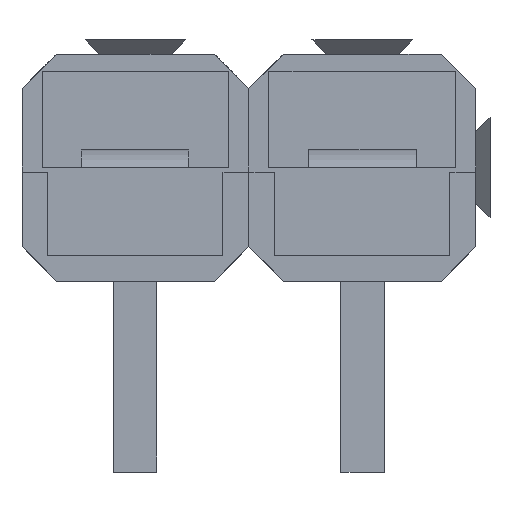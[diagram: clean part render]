
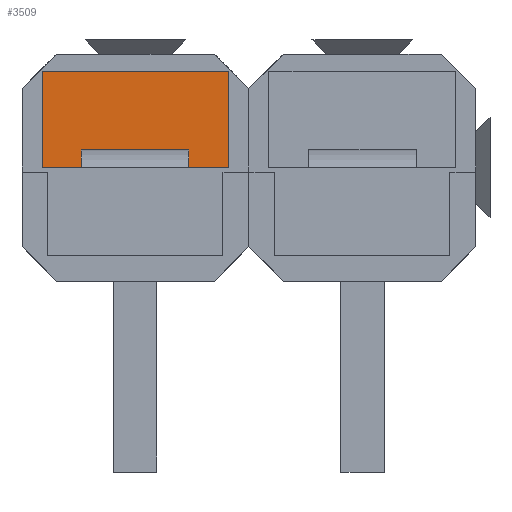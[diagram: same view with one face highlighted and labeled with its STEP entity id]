
A CAD part, front view. The second image highlights one B-rep face of the part: STEP entity #3509.
In plain terms, the highlighted planar face has unit normal (0, -1, 0).
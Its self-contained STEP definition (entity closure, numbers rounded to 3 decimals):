
#461 = PLANE('',#462);
#462 = AXIS2_PLACEMENT_3D('',#463,#464,#465);
#463 = CARTESIAN_POINT('',(-1.95,8.8,11.95));
#464 = DIRECTION('',(0.,0.,-1.));
#465 = DIRECTION('',(-1.,0.,0.));
#1931 = PLANE('',#1932);
#1932 = AXIS2_PLACEMENT_3D('',#1933,#1934,#1935);
#1933 = CARTESIAN_POINT('',(-7.2,0.1,15.3));
#1934 = DIRECTION('',(1.,0.,0.));
#1935 = DIRECTION('',(0.,0.,1.));
#1956 = PLANE('',#1957);
#1957 = AXIS2_PLACEMENT_3D('',#1958,#1959,#1960);
#1958 = CARTESIAN_POINT('',(-0.7,8.1,15.3));
#1959 = DIRECTION('',(0.,0.,-1.));
#1960 = DIRECTION('',(-1.,0.,0.));
#1981 = PLANE('',#1982);
#1982 = AXIS2_PLACEMENT_3D('',#1983,#1984,#1985);
#1983 = CARTESIAN_POINT('',(-0.7,8.1,15.3));
#1984 = DIRECTION('',(-1.,0.,0.));
#1985 = DIRECTION('',(0.,0.,-1.));
#2004 = PLANE('',#2005);
#2005 = AXIS2_PLACEMENT_3D('',#2006,#2007,#2008);
#2006 = CARTESIAN_POINT('',(-7.2,8.1,11.95));
#2007 = DIRECTION('',(0.,0.,1.));
#2008 = DIRECTION('',(1.,0.,0.));
#3252 = VERTEX_POINT('',#3253);
#3253 = CARTESIAN_POINT('',(-7.2,8.1,11.95));
#3271 = EDGE_CURVE('',#3272,#3252,#3274,.T.);
#3272 = VERTEX_POINT('',#3273);
#3273 = CARTESIAN_POINT('',(-7.2,8.1,15.3));
#3274 = SURFACE_CURVE('',#3275,(#3278,#3284),.PCURVE_S1.);
#3275 = B_SPLINE_CURVE_WITH_KNOTS('',1,(#3276,#3277),.UNSPECIFIED.,.F.,
  .F.,(2,2),(0.,3.35),.PIECEWISE_BEZIER_KNOTS.);
#3276 = CARTESIAN_POINT('',(-7.2,8.1,15.3));
#3277 = CARTESIAN_POINT('',(-7.2,8.1,11.95));
#3278 = PCURVE('',#1931,#3279);
#3279 = DEFINITIONAL_REPRESENTATION('',(#3280),#3283);
#3280 = B_SPLINE_CURVE_WITH_KNOTS('',1,(#3281,#3282),.UNSPECIFIED.,.F.,
  .F.,(2,2),(0.,3.35),.PIECEWISE_BEZIER_KNOTS.);
#3281 = CARTESIAN_POINT('',(0.,-8.));
#3282 = CARTESIAN_POINT('',(-3.35,-8.));
#3283 = ( GEOMETRIC_REPRESENTATION_CONTEXT(2) 
PARAMETRIC_REPRESENTATION_CONTEXT() REPRESENTATION_CONTEXT('2D SPACE',''
  ) );
#3284 = PCURVE('',#3285,#3290);
#3285 = PLANE('',#3286);
#3286 = AXIS2_PLACEMENT_3D('',#3287,#3288,#3289);
#3287 = CARTESIAN_POINT('',(-0.7,8.1,15.3));
#3288 = DIRECTION('',(0.,-1.,0.));
#3289 = DIRECTION('',(0.,0.,-1.));
#3290 = DEFINITIONAL_REPRESENTATION('',(#3291),#3294);
#3291 = B_SPLINE_CURVE_WITH_KNOTS('',1,(#3292,#3293),.UNSPECIFIED.,.F.,
  .F.,(2,2),(0.,3.35),.PIECEWISE_BEZIER_KNOTS.);
#3292 = CARTESIAN_POINT('',(0.,-6.5));
#3293 = CARTESIAN_POINT('',(3.35,-6.5));
#3294 = ( GEOMETRIC_REPRESENTATION_CONTEXT(2) 
PARAMETRIC_REPRESENTATION_CONTEXT() REPRESENTATION_CONTEXT('2D SPACE',''
  ) );
#3319 = EDGE_CURVE('',#3320,#3272,#3322,.T.);
#3320 = VERTEX_POINT('',#3321);
#3321 = CARTESIAN_POINT('',(-0.7,8.1,15.3));
#3322 = SURFACE_CURVE('',#3323,(#3326,#3332),.PCURVE_S1.);
#3323 = B_SPLINE_CURVE_WITH_KNOTS('',1,(#3324,#3325),.UNSPECIFIED.,.F.,
  .F.,(2,2),(0.,6.5),.PIECEWISE_BEZIER_KNOTS.);
#3324 = CARTESIAN_POINT('',(-0.7,8.1,15.3));
#3325 = CARTESIAN_POINT('',(-7.2,8.1,15.3));
#3326 = PCURVE('',#1956,#3327);
#3327 = DEFINITIONAL_REPRESENTATION('',(#3328),#3331);
#3328 = B_SPLINE_CURVE_WITH_KNOTS('',1,(#3329,#3330),.UNSPECIFIED.,.F.,
  .F.,(2,2),(0.,6.5),.PIECEWISE_BEZIER_KNOTS.);
#3329 = CARTESIAN_POINT('',(0.,0.));
#3330 = CARTESIAN_POINT('',(6.5,0.));
#3331 = ( GEOMETRIC_REPRESENTATION_CONTEXT(2) 
PARAMETRIC_REPRESENTATION_CONTEXT() REPRESENTATION_CONTEXT('2D SPACE',''
  ) );
#3332 = PCURVE('',#3285,#3333);
#3333 = DEFINITIONAL_REPRESENTATION('',(#3334),#3337);
#3334 = B_SPLINE_CURVE_WITH_KNOTS('',1,(#3335,#3336),.UNSPECIFIED.,.F.,
  .F.,(2,2),(0.,6.5),.PIECEWISE_BEZIER_KNOTS.);
#3335 = CARTESIAN_POINT('',(0.,0.));
#3336 = CARTESIAN_POINT('',(0.,-6.5));
#3337 = ( GEOMETRIC_REPRESENTATION_CONTEXT(2) 
PARAMETRIC_REPRESENTATION_CONTEXT() REPRESENTATION_CONTEXT('2D SPACE',''
  ) );
#3362 = EDGE_CURVE('',#3363,#3320,#3365,.T.);
#3363 = VERTEX_POINT('',#3364);
#3364 = CARTESIAN_POINT('',(-0.7,8.1,11.95));
#3365 = SURFACE_CURVE('',#3366,(#3369,#3375),.PCURVE_S1.);
#3366 = B_SPLINE_CURVE_WITH_KNOTS('',1,(#3367,#3368),.UNSPECIFIED.,.F.,
  .F.,(2,2),(0.,3.35),.PIECEWISE_BEZIER_KNOTS.);
#3367 = CARTESIAN_POINT('',(-0.7,8.1,11.95));
#3368 = CARTESIAN_POINT('',(-0.7,8.1,15.3));
#3369 = PCURVE('',#1981,#3370);
#3370 = DEFINITIONAL_REPRESENTATION('',(#3371),#3374);
#3371 = B_SPLINE_CURVE_WITH_KNOTS('',1,(#3372,#3373),.UNSPECIFIED.,.F.,
  .F.,(2,2),(0.,3.35),.PIECEWISE_BEZIER_KNOTS.);
#3372 = CARTESIAN_POINT('',(3.35,0.));
#3373 = CARTESIAN_POINT('',(0.,0.));
#3374 = ( GEOMETRIC_REPRESENTATION_CONTEXT(2) 
PARAMETRIC_REPRESENTATION_CONTEXT() REPRESENTATION_CONTEXT('2D SPACE',''
  ) );
#3375 = PCURVE('',#3285,#3376);
#3376 = DEFINITIONAL_REPRESENTATION('',(#3377),#3380);
#3377 = B_SPLINE_CURVE_WITH_KNOTS('',1,(#3378,#3379),.UNSPECIFIED.,.F.,
  .F.,(2,2),(0.,3.35),.PIECEWISE_BEZIER_KNOTS.);
#3378 = CARTESIAN_POINT('',(3.35,0.));
#3379 = CARTESIAN_POINT('',(0.,0.));
#3380 = ( GEOMETRIC_REPRESENTATION_CONTEXT(2) 
PARAMETRIC_REPRESENTATION_CONTEXT() REPRESENTATION_CONTEXT('2D SPACE',''
  ) );
#3405 = VERTEX_POINT('',#3406);
#3406 = CARTESIAN_POINT('',(-5.95,8.1,11.95));
#3426 = EDGE_CURVE('',#3252,#3405,#3427,.T.);
#3427 = SURFACE_CURVE('',#3428,(#3431,#3437),.PCURVE_S1.);
#3428 = B_SPLINE_CURVE_WITH_KNOTS('',1,(#3429,#3430),.UNSPECIFIED.,.F.,
  .F.,(2,2),(0.,1.25),.PIECEWISE_BEZIER_KNOTS.);
#3429 = CARTESIAN_POINT('',(-7.2,8.1,11.95));
#3430 = CARTESIAN_POINT('',(-5.95,8.1,11.95));
#3431 = PCURVE('',#2004,#3432);
#3432 = DEFINITIONAL_REPRESENTATION('',(#3433),#3436);
#3433 = B_SPLINE_CURVE_WITH_KNOTS('',1,(#3434,#3435),.UNSPECIFIED.,.F.,
  .F.,(2,2),(0.,1.25),.PIECEWISE_BEZIER_KNOTS.);
#3434 = CARTESIAN_POINT('',(0.,0.));
#3435 = CARTESIAN_POINT('',(1.25,0.));
#3436 = ( GEOMETRIC_REPRESENTATION_CONTEXT(2) 
PARAMETRIC_REPRESENTATION_CONTEXT() REPRESENTATION_CONTEXT('2D SPACE',''
  ) );
#3437 = PCURVE('',#3285,#3438);
#3438 = DEFINITIONAL_REPRESENTATION('',(#3439),#3442);
#3439 = B_SPLINE_CURVE_WITH_KNOTS('',1,(#3440,#3441),.UNSPECIFIED.,.F.,
  .F.,(2,2),(0.,1.25),.PIECEWISE_BEZIER_KNOTS.);
#3440 = CARTESIAN_POINT('',(3.35,-6.5));
#3441 = CARTESIAN_POINT('',(3.35,-5.25));
#3442 = ( GEOMETRIC_REPRESENTATION_CONTEXT(2) 
PARAMETRIC_REPRESENTATION_CONTEXT() REPRESENTATION_CONTEXT('2D SPACE',''
  ) );
#3447 = EDGE_CURVE('',#3448,#3363,#3450,.T.);
#3448 = VERTEX_POINT('',#3449);
#3449 = CARTESIAN_POINT('',(-1.95,8.1,11.95));
#3450 = SURFACE_CURVE('',#3451,(#3454,#3460),.PCURVE_S1.);
#3451 = B_SPLINE_CURVE_WITH_KNOTS('',1,(#3452,#3453),.UNSPECIFIED.,.F.,
  .F.,(2,2),(0.,1.25),.PIECEWISE_BEZIER_KNOTS.);
#3452 = CARTESIAN_POINT('',(-1.95,8.1,11.95));
#3453 = CARTESIAN_POINT('',(-0.7,8.1,11.95));
#3454 = PCURVE('',#2004,#3455);
#3455 = DEFINITIONAL_REPRESENTATION('',(#3456),#3459);
#3456 = B_SPLINE_CURVE_WITH_KNOTS('',1,(#3457,#3458),.UNSPECIFIED.,.F.,
  .F.,(2,2),(0.,1.25),.PIECEWISE_BEZIER_KNOTS.);
#3457 = CARTESIAN_POINT('',(5.25,0.));
#3458 = CARTESIAN_POINT('',(6.5,0.));
#3459 = ( GEOMETRIC_REPRESENTATION_CONTEXT(2) 
PARAMETRIC_REPRESENTATION_CONTEXT() REPRESENTATION_CONTEXT('2D SPACE',''
  ) );
#3460 = PCURVE('',#3285,#3461);
#3461 = DEFINITIONAL_REPRESENTATION('',(#3462),#3465);
#3462 = B_SPLINE_CURVE_WITH_KNOTS('',1,(#3463,#3464),.UNSPECIFIED.,.F.,
  .F.,(2,2),(0.,1.25),.PIECEWISE_BEZIER_KNOTS.);
#3463 = CARTESIAN_POINT('',(3.35,-1.25));
#3464 = CARTESIAN_POINT('',(3.35,0.));
#3465 = ( GEOMETRIC_REPRESENTATION_CONTEXT(2) 
PARAMETRIC_REPRESENTATION_CONTEXT() REPRESENTATION_CONTEXT('2D SPACE',''
  ) );
#3509 = ADVANCED_FACE('',(#3510),#3285,.T.);
#3510 = FACE_BOUND('',#3511,.T.);
#3511 = EDGE_LOOP('',(#3512,#3513,#3514,#3532,#3533,#3534));
#3512 = ORIENTED_EDGE('',*,*,#3271,.T.);
#3513 = ORIENTED_EDGE('',*,*,#3426,.T.);
#3514 = ORIENTED_EDGE('',*,*,#3515,.T.);
#3515 = EDGE_CURVE('',#3405,#3448,#3516,.T.);
#3516 = SURFACE_CURVE('',#3517,(#3520,#3526),.PCURVE_S1.);
#3517 = B_SPLINE_CURVE_WITH_KNOTS('',1,(#3518,#3519),.UNSPECIFIED.,.F.,
  .F.,(2,2),(0.,4.),.PIECEWISE_BEZIER_KNOTS.);
#3518 = CARTESIAN_POINT('',(-5.95,8.1,11.95));
#3519 = CARTESIAN_POINT('',(-1.95,8.1,11.95));
#3520 = PCURVE('',#3285,#3521);
#3521 = DEFINITIONAL_REPRESENTATION('',(#3522),#3525);
#3522 = B_SPLINE_CURVE_WITH_KNOTS('',1,(#3523,#3524),.UNSPECIFIED.,.F.,
  .F.,(2,2),(0.,4.),.PIECEWISE_BEZIER_KNOTS.);
#3523 = CARTESIAN_POINT('',(3.35,-5.25));
#3524 = CARTESIAN_POINT('',(3.35,-1.25));
#3525 = ( GEOMETRIC_REPRESENTATION_CONTEXT(2) 
PARAMETRIC_REPRESENTATION_CONTEXT() REPRESENTATION_CONTEXT('2D SPACE',''
  ) );
#3526 = PCURVE('',#461,#3527);
#3527 = DEFINITIONAL_REPRESENTATION('',(#3528),#3531);
#3528 = B_SPLINE_CURVE_WITH_KNOTS('',1,(#3529,#3530),.UNSPECIFIED.,.F.,
  .F.,(2,2),(0.,4.),.PIECEWISE_BEZIER_KNOTS.);
#3529 = CARTESIAN_POINT('',(4.,-0.7));
#3530 = CARTESIAN_POINT('',(0.,-0.7));
#3531 = ( GEOMETRIC_REPRESENTATION_CONTEXT(2) 
PARAMETRIC_REPRESENTATION_CONTEXT() REPRESENTATION_CONTEXT('2D SPACE',''
  ) );
#3532 = ORIENTED_EDGE('',*,*,#3447,.T.);
#3533 = ORIENTED_EDGE('',*,*,#3362,.T.);
#3534 = ORIENTED_EDGE('',*,*,#3319,.T.);
